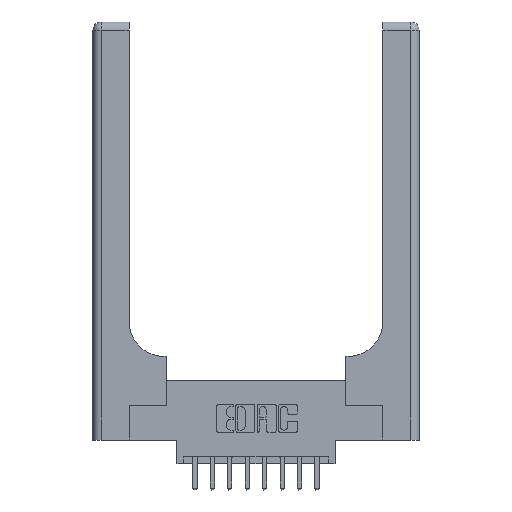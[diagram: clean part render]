
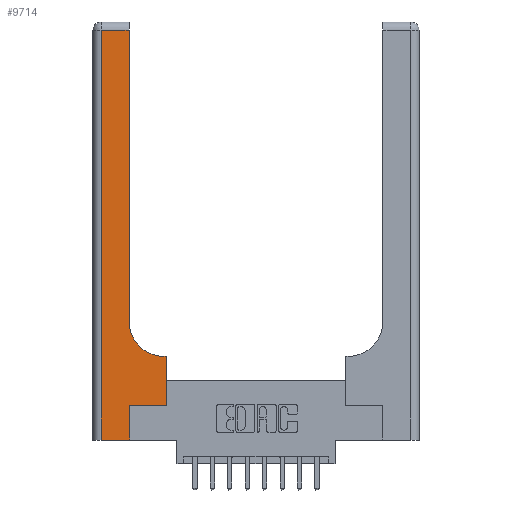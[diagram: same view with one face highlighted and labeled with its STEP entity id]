
A CAD part, top view. The second image highlights one B-rep face of the part: STEP entity #9714.
In plain terms, the highlighted planar face has unit normal (0, 0, 1).
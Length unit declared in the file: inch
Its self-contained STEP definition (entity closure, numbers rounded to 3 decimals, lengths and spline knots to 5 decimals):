
#119 = EDGE_CURVE ( 'NONE', #13143, #12153, #9494, .T. ) ;
#195 = LINE ( 'NONE', #7708, #6028 ) ;
#264 = EDGE_CURVE ( 'NONE', #10565, #10386, #9052, .T. ) ;
#386 = CARTESIAN_POINT ( 'NONE',  ( 0.26, 3., 0.37 ) ) ;
#881 = VECTOR ( 'NONE', #5983, 39.37008 ) ;
#926 = VERTEX_POINT ( 'NONE', #8251 ) ;
#957 = LINE ( 'NONE', #5700, #881 ) ;
#1139 = CARTESIAN_POINT ( 'NONE',  ( 0.265, 0., 0.37 ) ) ;
#1262 = ORIENTED_EDGE ( 'NONE', *, *, #3363, .T. ) ;
#1407 = VERTEX_POINT ( 'NONE', #13844 ) ;
#1513 = CARTESIAN_POINT ( 'NONE',  ( 0.528, 0.6, 0.37 ) ) ;
#1810 = VERTEX_POINT ( 'NONE', #8537 ) ;
#2001 = VECTOR ( 'NONE', #14959, 39.37008 ) ;
#2177 = PLANE ( 'NONE',  #2316 ) ;
#2316 = AXIS2_PLACEMENT_3D ( 'NONE', #10461, #11665, #4531 ) ;
#2390 = DIRECTION ( 'NONE',  ( 1., 0., 0. ) ) ;
#2647 = DIRECTION ( 'NONE',  ( 0., 1., 0. ) ) ;
#2895 = ORIENTED_EDGE ( 'NONE', *, *, #8472, .T. ) ;
#3260 = LINE ( 'NONE', #386, #9535 ) ;
#3363 = EDGE_CURVE ( 'NONE', #1810, #6284, #957, .T. ) ;
#3392 = LINE ( 'NONE', #10716, #9685 ) ;
#3883 = EDGE_CURVE ( 'NONE', #10386, #926, #11546, .T. ) ;
#4027 = EDGE_LOOP ( 'NONE', ( #7067, #7658, #8874, #7507, #8526, #2895, #1262, #14706, #4510 ) ) ;
#4066 = EDGE_CURVE ( 'NONE', #5237, #10565, #3392, .T. ) ;
#4510 = ORIENTED_EDGE ( 'NONE', *, *, #119, .T. ) ;
#4531 = DIRECTION ( 'NONE',  ( -1., 0., 0. ) ) ;
#4867 = CARTESIAN_POINT ( 'NONE',  ( 0.06, 2.94, 0.37 ) ) ;
#5195 = CARTESIAN_POINT ( 'NONE',  ( 0.265, 0.25, 0.37 ) ) ;
#5237 = VERTEX_POINT ( 'NONE', #4867 ) ;
#5700 = CARTESIAN_POINT ( 'NONE',  ( 0.528, 0.25, 0.37 ) ) ;
#5983 = DIRECTION ( 'NONE',  ( 0., 1., 0. ) ) ;
#6028 = VECTOR ( 'NONE', #7394, 39.37008 ) ;
#6095 = EDGE_CURVE ( 'NONE', #1407, #5237, #195, .T. ) ;
#6136 = FACE_OUTER_BOUND ( 'NONE', #4027, .T. ) ;
#6284 = VERTEX_POINT ( 'NONE', #1513 ) ;
#6776 = DIRECTION ( 'NONE',  ( 0., -1., 0. ) ) ;
#6922 = EDGE_CURVE ( 'NONE', #6284, #13143, #11091, .T. ) ;
#7067 = ORIENTED_EDGE ( 'NONE', *, *, #9942, .T. ) ;
#7394 = DIRECTION ( 'NONE',  ( -1., 0., 0. ) ) ;
#7507 = ORIENTED_EDGE ( 'NONE', *, *, #264, .T. ) ;
#7658 = ORIENTED_EDGE ( 'NONE', *, *, #6095, .T. ) ;
#7708 = CARTESIAN_POINT ( 'NONE',  ( 0., 2.94, 0.37 ) ) ;
#8251 = CARTESIAN_POINT ( 'NONE',  ( 0.265, 0.25, 0.37 ) ) ;
#8472 = EDGE_CURVE ( 'NONE', #926, #1810, #14362, .T. ) ;
#8526 = ORIENTED_EDGE ( 'NONE', *, *, #3883, .T. ) ;
#8537 = CARTESIAN_POINT ( 'NONE',  ( 0.528, 0.25, 0.37 ) ) ;
#8688 = CARTESIAN_POINT ( 'NONE',  ( 0.26, 0.85, 0.37 ) ) ;
#8874 = ORIENTED_EDGE ( 'NONE', *, *, #4066, .T. ) ;
#9052 = LINE ( 'NONE', #11839, #9081 ) ;
#9081 = VECTOR ( 'NONE', #9228, 39.37008 ) ;
#9228 = DIRECTION ( 'NONE',  ( 1., 0., 0. ) ) ;
#9494 = CIRCLE ( 'NONE', #11984, 0.25 ) ;
#9535 = VECTOR ( 'NONE', #2647, 39.37008 ) ;
#9685 = VECTOR ( 'NONE', #6776, 39.37008 ) ;
#9714 = ADVANCED_FACE ( 'NONE', ( #6136 ), #2177, .F. ) ;
#9942 = EDGE_CURVE ( 'NONE', #12153, #1407, #3260, .T. ) ;
#10386 = VERTEX_POINT ( 'NONE', #1139 ) ;
#10461 = CARTESIAN_POINT ( 'NONE',  ( 0., 3., 0.37 ) ) ;
#10565 = VERTEX_POINT ( 'NONE', #13335 ) ;
#10716 = CARTESIAN_POINT ( 'NONE',  ( 0.06, 3., 0.37 ) ) ;
#11091 = LINE ( 'NONE', #11467, #2001 ) ;
#11218 = DIRECTION ( 'NONE',  ( 1., 0., 0. ) ) ;
#11253 = VECTOR ( 'NONE', #11218, 39.37008 ) ;
#11467 = CARTESIAN_POINT ( 'NONE',  ( 0.26, 0.6, 0.37 ) ) ;
#11546 = LINE ( 'NONE', #15215, #11908 ) ;
#11555 = DIRECTION ( 'NONE',  ( 0., 1., 0. ) ) ;
#11665 = DIRECTION ( 'NONE',  ( 0., 0., -1. ) ) ;
#11839 = CARTESIAN_POINT ( 'NONE',  ( 0., 0., 0.37 ) ) ;
#11908 = VECTOR ( 'NONE', #11555, 39.37008 ) ;
#11984 = AXIS2_PLACEMENT_3D ( 'NONE', #12880, #14246, #2390 ) ;
#12153 = VERTEX_POINT ( 'NONE', #8688 ) ;
#12880 = CARTESIAN_POINT ( 'NONE',  ( 0.51, 0.85, 0.37 ) ) ;
#13143 = VERTEX_POINT ( 'NONE', #13176 ) ;
#13176 = CARTESIAN_POINT ( 'NONE',  ( 0.51, 0.6, 0.37 ) ) ;
#13335 = CARTESIAN_POINT ( 'NONE',  ( 0.06, 0., 0.37 ) ) ;
#13844 = CARTESIAN_POINT ( 'NONE',  ( 0.26, 2.94, 0.37 ) ) ;
#14246 = DIRECTION ( 'NONE',  ( 0., 0., -1. ) ) ;
#14362 = LINE ( 'NONE', #5195, #11253 ) ;
#14706 = ORIENTED_EDGE ( 'NONE', *, *, #6922, .T. ) ;
#14959 = DIRECTION ( 'NONE',  ( -1., 0., 0. ) ) ;
#15215 = CARTESIAN_POINT ( 'NONE',  ( 0.265, 0., 0.37 ) ) ;
